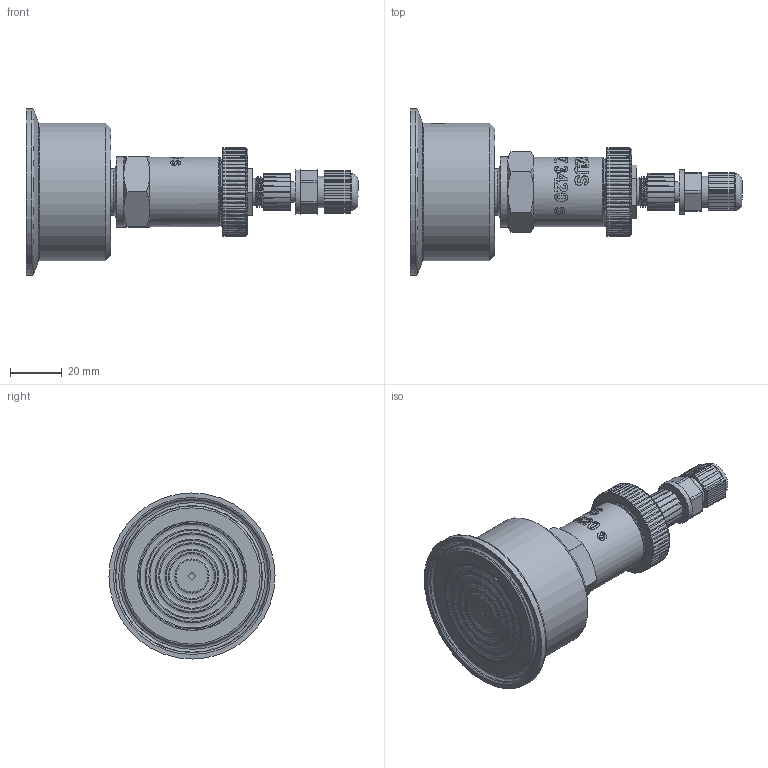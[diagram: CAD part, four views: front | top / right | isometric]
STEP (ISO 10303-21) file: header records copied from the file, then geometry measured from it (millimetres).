
FILE_DESCRIPTION(/* description */ (''),/* implementation_level */ '2;1');
FILE_NAME(/* name */ 'APZ3420s_ClampDN2_4.step',/* time_stamp */ '2021-07-08T14:22:46+03:00',/* author */ (''),/* organization */ (''),/* preprocessor_version */ 'ST-DEVELOPER v18.1',/* originating_system */ 'Autodesk Translation Framework v10.9.0.1377',/* authorisation */ '');
FILE_SCHEMA (('AUTOMOTIVE_DESIGN { 1 0 10303 214 3 1 1 }'));
Products named in the file (7): АПЗ 3420S заполненная; OMAL nut M27x1.5; M12x1 male; Ш100.000.002; M12x1 female straight; G1\2EN; Clamp DN2' diaphragm 48 v2
Assembly tree (5 placements, depth 2):
  АПЗ 3420S заполненная
    OMAL nut M27x1.5
    M12x1 male
    Ш100.000.002
    M12x1 female straight
    G1\2EN
  Clamp DN2' diaphragm 48 v2
Bounding box: 127.92 x 64 x 64 mm (x, y, z)
Volume: 112726.5 mm3; surface area: 33534.9 mm2
Topology: 18 solids, 18 shells, 1028 faces, 2812 edges, 1878 vertices
Faces by surface type: bspline 499, plane 286, cylinder 163, cone 55, torus 24, sphere 1
Full cylindrical faces by diameter (mm): 1 x12, 1.5 x4, 2 x1, 3 x1, 3.3 x1, 5 x1, 6 x3, 7 x1, 7.3 x1, 8 x3, 8.2 x1, 10.293 x1, 10.6 x2, 10.741 x6, 11.884 x5, 12 x1, 14 x2, 14.137 x4, 14.526 x3, 15.85 x3, 16.203 x3, 16.7 x1, 17 x1, 17.5 x1, 18 x1, 18.631 x7, 20.955 x7, 21.4 x2, 22 x1, 22.3 x1
Entity records: 62793 total; most frequent: CARTESIAN_POINT 40444, ORIENTED_EDGE 5624, DIRECTION 2883, EDGE_CURVE 2812, VERTEX_POINT 1878, B_SPLINE_CURVE_WITH_KNOTS 1313, EDGE_LOOP 1104, LINE 1031
